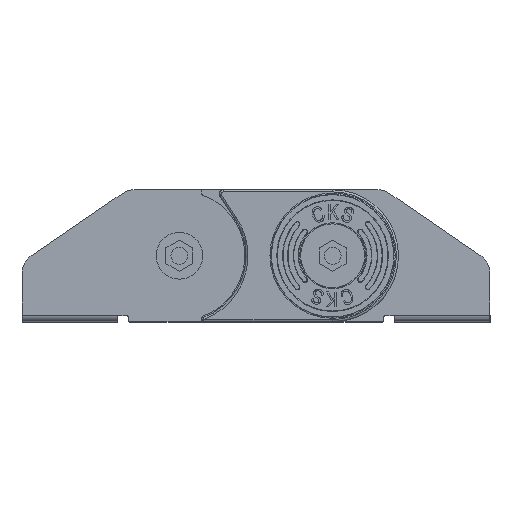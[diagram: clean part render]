
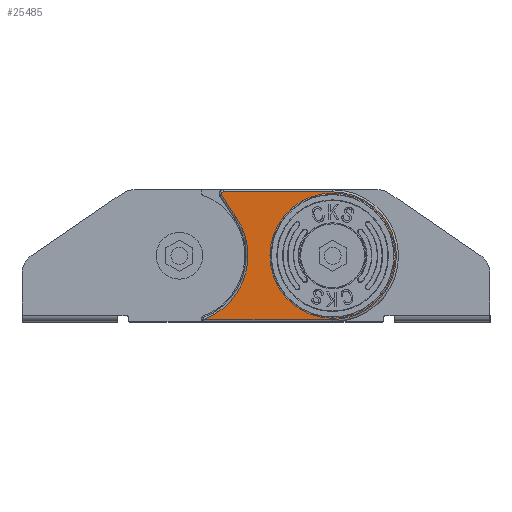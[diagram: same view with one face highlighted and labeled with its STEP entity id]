
A CAD part, top view. The second image highlights one B-rep face of the part: STEP entity #25485.
In plain terms, the highlighted planar face has unit normal (0, 0, 1).
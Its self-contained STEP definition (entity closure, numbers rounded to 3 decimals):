
#568 = CARTESIAN_POINT ( 'NONE',  ( -46.66, -35.173, -39.98 ) ) ;
#741 = ORIENTED_EDGE ( 'NONE', *, *, #41170, .T. ) ;
#960 = VERTEX_POINT ( 'NONE', #19317 ) ;
#980 = DIRECTION ( 'NONE',  ( -1., 0., 0. ) ) ;
#1729 = VECTOR ( 'NONE', #22751, 1000. ) ;
#2080 = ORIENTED_EDGE ( 'NONE', *, *, #39820, .T. ) ;
#2128 = VERTEX_POINT ( 'NONE', #46506 ) ;
#2744 = ORIENTED_EDGE ( 'NONE', *, *, #11694, .T. ) ;
#3430 = DIRECTION ( 'NONE',  ( -1., 0., 0. ) ) ;
#4450 = LINE ( 'NONE', #20687, #31963 ) ;
#5921 = VERTEX_POINT ( 'NONE', #8313 ) ;
#6522 = CARTESIAN_POINT ( 'NONE',  ( -96.617, -30., -39.98 ) ) ;
#7078 = DIRECTION ( 'NONE',  ( -1., 0., 0. ) ) ;
#7919 = DIRECTION ( 'NONE',  ( 0.546, -0.838, 0. ) ) ;
#8088 = CARTESIAN_POINT ( 'NONE',  ( -36.003, 0., -39.98 ) ) ;
#8313 = CARTESIAN_POINT ( 'NONE',  ( -6.57, 0., -39.98 ) ) ;
#8680 = LINE ( 'NONE', #568, #9783 ) ;
#9783 = VECTOR ( 'NONE', #7919, 1000. ) ;
#10860 = EDGE_CURVE ( 'NONE', #960, #17241, #22332, .T. ) ;
#11133 = DIRECTION ( 'NONE',  ( 0., 0., -1. ) ) ;
#11292 = CARTESIAN_POINT ( 'NONE',  ( -107.753, 0., -39.98 ) ) ;
#11652 = DIRECTION ( 'NONE',  ( 0., 0., -1. ) ) ;
#11694 = EDGE_CURVE ( 'NONE', #17241, #13737, #4450, .T. ) ;
#12409 = CARTESIAN_POINT ( 'NONE',  ( -36.003, 30., -39.98 ) ) ;
#12465 = EDGE_LOOP ( 'NONE', ( #15154, #36290, #2744, #21196, #41981, #2080, #741 ) ) ;
#13495 = LINE ( 'NONE', #30138, #1729 ) ;
#13737 = VERTEX_POINT ( 'NONE', #15507 ) ;
#13778 = CARTESIAN_POINT ( 'NONE',  ( -87.27, 29., -39.98 ) ) ;
#14412 = VERTEX_POINT ( 'NONE', #38398 ) ;
#15143 = CARTESIAN_POINT ( 'NONE',  ( -87.27, 29., -39.98 ) ) ;
#15154 = ORIENTED_EDGE ( 'NONE', *, *, #15233, .T. ) ;
#15233 = EDGE_CURVE ( 'NONE', #38123, #960, #8680, .T. ) ;
#15507 = CARTESIAN_POINT ( 'NONE',  ( -36.003, -30., -39.98 ) ) ;
#15725 = ORIENTED_EDGE ( 'NONE', *, *, #38928, .T. ) ;
#17241 = VERTEX_POINT ( 'NONE', #6522 ) ;
#18140 = PLANE ( 'NONE',  #24366 ) ;
#19317 = CARTESIAN_POINT ( 'NONE',  ( -81.345, 18.073, -39.98 ) ) ;
#20075 = ORIENTED_EDGE ( 'NONE', *, *, #26600, .T. ) ;
#20137 = FACE_BOUND ( 'NONE', #27693, .T. ) ;
#20687 = CARTESIAN_POINT ( 'NONE',  ( -40.268, -30., -39.98 ) ) ;
#20838 = VERTEX_POINT ( 'NONE', #12409 ) ;
#21196 = ORIENTED_EDGE ( 'NONE', *, *, #27992, .T. ) ;
#21242 = CIRCLE ( 'NONE', #26287, 1. ) ;
#22332 = CIRCLE ( 'NONE', #38560, 32. ) ;
#22751 = DIRECTION ( 'NONE',  ( -1., 0., 0. ) ) ;
#23119 = VERTEX_POINT ( 'NONE', #46436 ) ;
#24366 = AXIS2_PLACEMENT_3D ( 'NONE', #28543, #43298, #7078 ) ;
#25047 = DIRECTION ( 'NONE',  ( -1., 0., 0. ) ) ;
#25485 = ADVANCED_FACE ( 'NONE', ( #20137, #33114 ), #18140, .F. ) ;
#25730 = DIRECTION ( 'NONE',  ( 0., 0., -1. ) ) ;
#25846 = DIRECTION ( 'NONE',  ( -1., 0., 0. ) ) ;
#26287 = AXIS2_PLACEMENT_3D ( 'NONE', #15143, #26462, #25846 ) ;
#26462 = DIRECTION ( 'NONE',  ( 0., 0., 1. ) ) ;
#26600 = EDGE_CURVE ( 'NONE', #2128, #5921, #42496, .T. ) ;
#27693 = EDGE_LOOP ( 'NONE', ( #20075, #15725 ) ) ;
#27992 = EDGE_CURVE ( 'NONE', #13737, #20838, #28940, .T. ) ;
#28543 = CARTESIAN_POINT ( 'NONE',  ( -40.268, -31.01, -39.98 ) ) ;
#28889 = DIRECTION ( 'NONE',  ( -1., 0., 0. ) ) ;
#28940 = CIRCLE ( 'NONE', #31679, 30. ) ;
#28993 = CIRCLE ( 'NONE', #44960, 1. ) ;
#30138 = CARTESIAN_POINT ( 'NONE',  ( -40.268, 30., -39.98 ) ) ;
#31366 = EDGE_CURVE ( 'NONE', #20838, #23119, #13495, .T. ) ;
#31674 = DIRECTION ( 'NONE',  ( 0., 0., 1. ) ) ;
#31679 = AXIS2_PLACEMENT_3D ( 'NONE', #31824, #31674, #25047 ) ;
#31824 = CARTESIAN_POINT ( 'NONE',  ( -36.003, 0., -39.98 ) ) ;
#31963 = VECTOR ( 'NONE', #42334, 1000. ) ;
#32359 = CARTESIAN_POINT ( 'NONE',  ( -36.003, 0., -39.98 ) ) ;
#33114 = FACE_OUTER_BOUND ( 'NONE', #12465, .T. ) ;
#34419 = CARTESIAN_POINT ( 'NONE',  ( -88.108, 28.454, -39.98 ) ) ;
#36290 = ORIENTED_EDGE ( 'NONE', *, *, #10860, .T. ) ;
#36795 = DIRECTION ( 'NONE',  ( -1., 0., 0. ) ) ;
#37643 = AXIS2_PLACEMENT_3D ( 'NONE', #32359, #11133, #28889 ) ;
#38123 = VERTEX_POINT ( 'NONE', #34419 ) ;
#38398 = CARTESIAN_POINT ( 'NONE',  ( -88.27, 29., -39.98 ) ) ;
#38560 = AXIS2_PLACEMENT_3D ( 'NONE', #11292, #25730, #980 ) ;
#38928 = EDGE_CURVE ( 'NONE', #5921, #2128, #43799, .T. ) ;
#39820 = EDGE_CURVE ( 'NONE', #23119, #14412, #21242, .T. ) ;
#40389 = AXIS2_PLACEMENT_3D ( 'NONE', #8088, #11652, #36795 ) ;
#41170 = EDGE_CURVE ( 'NONE', #14412, #38123, #28993, .T. ) ;
#41981 = ORIENTED_EDGE ( 'NONE', *, *, #31366, .T. ) ;
#42334 = DIRECTION ( 'NONE',  ( 1., 0., 0. ) ) ;
#42338 = DIRECTION ( 'NONE',  ( 0., 0., 1. ) ) ;
#42496 = CIRCLE ( 'NONE', #37643, 29.433 ) ;
#43298 = DIRECTION ( 'NONE',  ( 0., 0., -1. ) ) ;
#43799 = CIRCLE ( 'NONE', #40389, 29.433 ) ;
#44960 = AXIS2_PLACEMENT_3D ( 'NONE', #13778, #42338, #3430 ) ;
#46436 = CARTESIAN_POINT ( 'NONE',  ( -87.27, 30., -39.98 ) ) ;
#46506 = CARTESIAN_POINT ( 'NONE',  ( -65.436, 0., -39.98 ) ) ;
